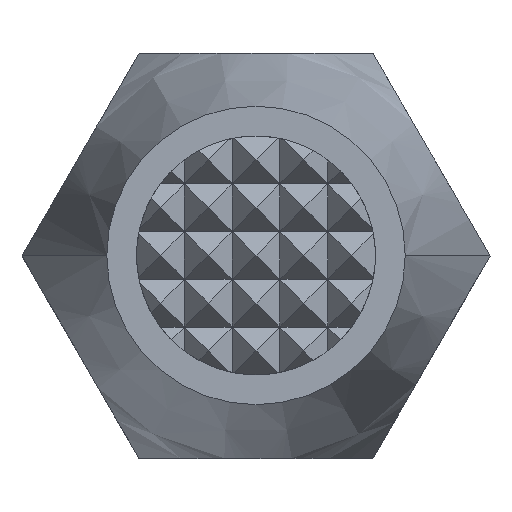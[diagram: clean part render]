
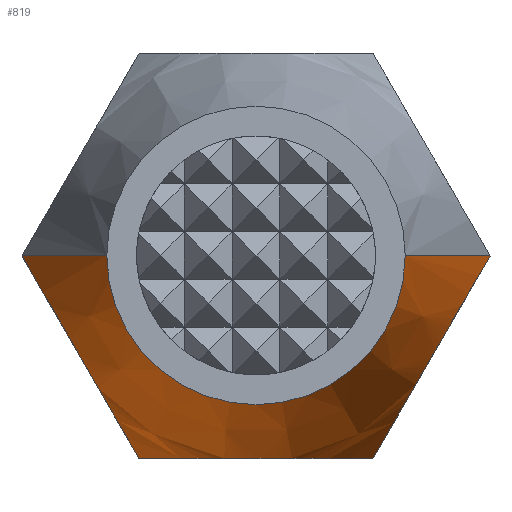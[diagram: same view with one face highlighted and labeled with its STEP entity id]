
A CAD part, top view. The second image highlights one B-rep face of the part: STEP entity #819.
In plain terms, the highlighted conical face has half-angle 15 degrees and reference radius 8.025 mm.
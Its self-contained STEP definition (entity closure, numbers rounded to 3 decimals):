
#633=EDGE_CURVE('',#721,#671,#1730,.T.);
#671=VERTEX_POINT('',#1775);
#681=EDGE_CURVE('',#671,#1559,#1786,.T.);
#689=EDGE_CURVE('',#825,#721,#1796,.T.);
#721=VERTEX_POINT('',#1832);
#807=EDGE_CURVE('',#1273,#825,#1926,.T.);
#819=ADVANCED_FACE('',(#1939),#1940,.T.);
#825=VERTEX_POINT('',#1946);
#1273=VERTEX_POINT('',#2455);
#1277=VERTEX_POINT('',#2459);
#1461=EDGE_CURVE('',#1559,#1277,#2672,.T.);
#1559=VERTEX_POINT('',#2784);
#1617=EDGE_CURVE('',#1277,#1273,#2847,.T.);
#1730=(B_SPLINE_CURVE(2,(#3007,#3008,#3009),.UNSPECIFIED.,.F.,.F.)B_SPLINE_CURVE_WITH_KNOTS((3,3),(0.0,13.859),.UNSPECIFIED.)RATIONAL_B_SPLINE_CURVE((1.0,1.155,1.0))BOUNDED_CURVE()REPRESENTATION_ITEM('')GEOMETRIC_REPRESENTATION_ITEM()CURVE());
#1775=CARTESIAN_POINT('',(9.8,0.,5.551));
#1786=LINE('',#3118,#3119);
#1796=(B_SPLINE_CURVE(2,(#3132,#3133,#3134),.UNSPECIFIED.,.F.,.F.)B_SPLINE_CURVE_WITH_KNOTS((3,3),(0.0,13.859),.UNSPECIFIED.)RATIONAL_B_SPLINE_CURVE((1.0,1.155,1.0))BOUNDED_CURVE()REPRESENTATION_ITEM('')GEOMETRIC_REPRESENTATION_ITEM()CURVE());
#1832=CARTESIAN_POINT('',(4.9,-8.487,5.551));
#1926=(B_SPLINE_CURVE(2,(#3343,#3344,#3345),.UNSPECIFIED.,.F.,.F.)B_SPLINE_CURVE_WITH_KNOTS((3,3),(0.0,13.859),.UNSPECIFIED.)RATIONAL_B_SPLINE_CURVE((1.0,1.155,1.0))BOUNDED_CURVE()REPRESENTATION_ITEM('')GEOMETRIC_REPRESENTATION_ITEM()CURVE());
#1939=FACE_OUTER_BOUND('',#3368,.T.);
#1940=CONICAL_SURFACE('',#3369,8.025,0.262);
#1946=CARTESIAN_POINT('',(-4.9,-8.487,5.551));
#2455=CARTESIAN_POINT('',(-9.8,0.,5.551));
#2459=CARTESIAN_POINT('',(-6.25,0.,18.8));
#2672=CIRCLE('',#4387,6.25);
#2784=CARTESIAN_POINT('',(6.25,0.,18.8));
#2847=LINE('',#4647,#4648);
#3007=CARTESIAN_POINT('',(4.9,-8.487,5.551));
#3008=CARTESIAN_POINT('',(7.35,-4.244,14.695));
#3009=CARTESIAN_POINT('',(9.8,0.,5.551));
#3118=CARTESIAN_POINT('',(8.025,0.,12.176));
#3119=VECTOR('',#4820,1.0);
#3132=CARTESIAN_POINT('',(-4.9,-8.487,5.551));
#3133=CARTESIAN_POINT('',(0.,-8.487,14.695));
#3134=CARTESIAN_POINT('',(4.9,-8.487,5.551));
#3343=CARTESIAN_POINT('',(-9.8,0.,5.551));
#3344=CARTESIAN_POINT('',(-7.35,-4.244,14.695));
#3345=CARTESIAN_POINT('',(-4.9,-8.487,5.551));
#3368=EDGE_LOOP('',(#4996,#4997,#4998,#4999,#5000,#5001));
#3369=AXIS2_PLACEMENT_3D('',#5002,#5003,#5004);
#4387=AXIS2_PLACEMENT_3D('',#5959,#5960,#5961);
#4647=CARTESIAN_POINT('',(-8.025,0.,12.176));
#4648=VECTOR('',#6179,1.0);
#4820=DIRECTION('',(-0.259,0.,0.966));
#4996=ORIENTED_EDGE('',*,*,#1617,.T.);
#4997=ORIENTED_EDGE('',*,*,#807,.T.);
#4998=ORIENTED_EDGE('',*,*,#689,.T.);
#4999=ORIENTED_EDGE('',*,*,#633,.T.);
#5000=ORIENTED_EDGE('',*,*,#681,.T.);
#5001=ORIENTED_EDGE('',*,*,#1461,.T.);
#5002=CARTESIAN_POINT('',(0.,0.,12.176));
#5003=DIRECTION('',(-0.0,-0.0,-1.0));
#5004=DIRECTION('',(-1.0,0.,0.0));
#5959=CARTESIAN_POINT('',(0.,0.,18.8));
#5960=DIRECTION('',(-0.0,0.0,-1.0));
#5961=DIRECTION('',(-1.0,0.,0.0));
#6179=DIRECTION('',(-0.259,0.,-0.966));
